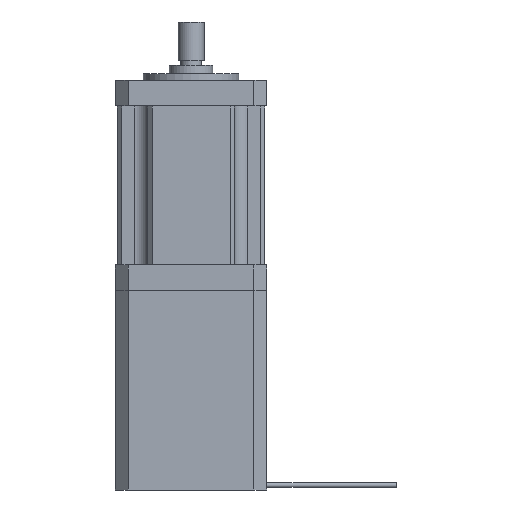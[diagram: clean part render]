
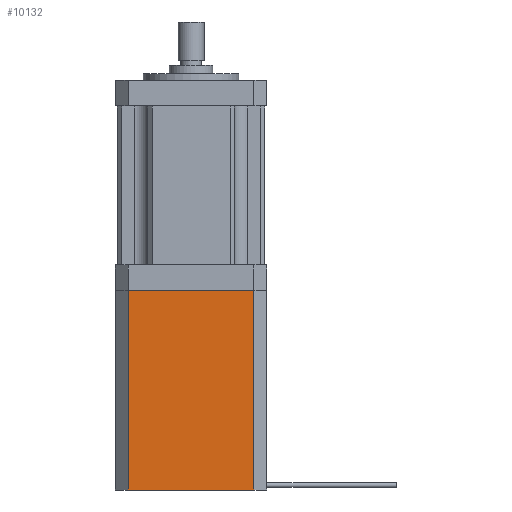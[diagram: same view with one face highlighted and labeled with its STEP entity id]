
A CAD part, front view. The second image highlights one B-rep face of the part: STEP entity #10132.
In plain terms, the highlighted planar face has unit normal (0, -1, 0).
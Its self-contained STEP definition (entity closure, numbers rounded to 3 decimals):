
#3158 = PLANE('',#3159);
#3159 = AXIS2_PLACEMENT_3D('',#3160,#3161,#3162);
#3160 = CARTESIAN_POINT('',(17.5,-14.5,-70.35));
#3161 = DIRECTION('',(-0.707,0.707,0.));
#3162 = DIRECTION('',(-0.707,-0.707,0.));
#3186 = PLANE('',#3187);
#3187 = AXIS2_PLACEMENT_3D('',#3188,#3189,#3190);
#3188 = CARTESIAN_POINT('',(0.,32.,-70.35)
  );
#3189 = DIRECTION('',(0.,0.,-1.));
#3190 = DIRECTION('',(-1.,0.,0.));
#9376 = PLANE('',#9377);
#9377 = AXIS2_PLACEMENT_3D('',#9378,#9379,#9380);
#9378 = CARTESIAN_POINT('',(-14.5,-17.5,-24.35));
#9379 = DIRECTION('',(0.,-1.,0.));
#9380 = DIRECTION('',(1.,0.,0.));
#9684 = VERTEX_POINT('',#9685);
#9685 = CARTESIAN_POINT('',(14.5,-17.5,-24.35));
#9736 = VERTEX_POINT('',#9737);
#9737 = CARTESIAN_POINT('',(-14.5,-17.5,-24.35));
#9758 = EDGE_CURVE('',#9736,#9684,#9759,.T.);
#9759 = SURFACE_CURVE('',#9760,(#9765,#9773),.PCURVE_S1.);
#9760 = B_SPLINE_CURVE_WITH_KNOTS('',3,(#9761,#9762,#9763,#9764),
  .UNSPECIFIED.,.F.,.F.,(4,4),(0.,1.),.PIECEWISE_BEZIER_KNOTS.);
#9761 = CARTESIAN_POINT('',(-14.5,-17.5,-24.35));
#9762 = CARTESIAN_POINT('',(-4.833,-17.5,-24.35));
#9763 = CARTESIAN_POINT('',(4.833,-17.5,-24.35));
#9764 = CARTESIAN_POINT('',(14.5,-17.5,-24.35));
#9765 = PCURVE('',#9376,#9766);
#9766 = DEFINITIONAL_REPRESENTATION('',(#9767),#9772);
#9767 = B_SPLINE_CURVE_WITH_KNOTS('',3,(#9768,#9769,#9770,#9771),
  .UNSPECIFIED.,.F.,.F.,(4,4),(0.,1.),.PIECEWISE_BEZIER_KNOTS.);
#9768 = CARTESIAN_POINT('',(0.,0.));
#9769 = CARTESIAN_POINT('',(9.667,0.));
#9770 = CARTESIAN_POINT('',(19.333,0.));
#9771 = CARTESIAN_POINT('',(29.,0.));
#9772 = ( GEOMETRIC_REPRESENTATION_CONTEXT(2) 
PARAMETRIC_REPRESENTATION_CONTEXT() REPRESENTATION_CONTEXT('2D SPACE',''
  ) );
#9773 = PCURVE('',#9774,#9779);
#9774 = PLANE('',#9775);
#9775 = AXIS2_PLACEMENT_3D('',#9776,#9777,#9778);
#9776 = CARTESIAN_POINT('',(14.5,-17.5,-70.35));
#9777 = DIRECTION('',(0.,1.,0.));
#9778 = DIRECTION('',(-1.,0.,0.));
#9779 = DEFINITIONAL_REPRESENTATION('',(#9780),#9785);
#9780 = B_SPLINE_CURVE_WITH_KNOTS('',3,(#9781,#9782,#9783,#9784),
  .UNSPECIFIED.,.F.,.F.,(4,4),(0.,1.),.PIECEWISE_BEZIER_KNOTS.);
#9781 = CARTESIAN_POINT('',(29.,46.));
#9782 = CARTESIAN_POINT('',(19.333,46.));
#9783 = CARTESIAN_POINT('',(9.667,46.));
#9784 = CARTESIAN_POINT('',(0.,46.));
#9785 = ( GEOMETRIC_REPRESENTATION_CONTEXT(2) 
PARAMETRIC_REPRESENTATION_CONTEXT() REPRESENTATION_CONTEXT('2D SPACE',''
  ) );
#9831 = PLANE('',#9832);
#9832 = AXIS2_PLACEMENT_3D('',#9833,#9834,#9835);
#9833 = CARTESIAN_POINT('',(-14.5,-17.5,-70.35));
#9834 = DIRECTION('',(0.707,0.707,0.));
#9835 = DIRECTION('',(-0.707,0.707,0.));
#10088 = EDGE_CURVE('',#10089,#9684,#10091,.T.);
#10089 = VERTEX_POINT('',#10090);
#10090 = CARTESIAN_POINT('',(14.5,-17.5,-70.35));
#10091 = SURFACE_CURVE('',#10092,(#10096,#10103),.PCURVE_S1.);
#10092 = LINE('',#10093,#10094);
#10093 = CARTESIAN_POINT('',(14.5,-17.5,-70.35));
#10094 = VECTOR('',#10095,1.);
#10095 = DIRECTION('',(0.,0.,1.));
#10096 = PCURVE('',#3158,#10097);
#10097 = DEFINITIONAL_REPRESENTATION('',(#10098),#10102);
#10098 = LINE('',#10099,#10100);
#10099 = CARTESIAN_POINT('',(4.243,0.));
#10100 = VECTOR('',#10101,1.);
#10101 = DIRECTION('',(0.,1.));
#10102 = ( GEOMETRIC_REPRESENTATION_CONTEXT(2) 
PARAMETRIC_REPRESENTATION_CONTEXT() REPRESENTATION_CONTEXT('2D SPACE',''
  ) );
#10103 = PCURVE('',#9774,#10104);
#10104 = DEFINITIONAL_REPRESENTATION('',(#10105),#10109);
#10105 = LINE('',#10106,#10107);
#10106 = CARTESIAN_POINT('',(0.,0.));
#10107 = VECTOR('',#10108,1.);
#10108 = DIRECTION('',(0.,1.));
#10109 = ( GEOMETRIC_REPRESENTATION_CONTEXT(2) 
PARAMETRIC_REPRESENTATION_CONTEXT() REPRESENTATION_CONTEXT('2D SPACE',''
  ) );
#10132 = ADVANCED_FACE('',(#10133),#9774,.F.);
#10133 = FACE_BOUND('',#10134,.T.);
#10134 = EDGE_LOOP('',(#10135,#10136,#10159,#10180));
#10135 = ORIENTED_EDGE('',*,*,#9758,.F.);
#10136 = ORIENTED_EDGE('',*,*,#10137,.F.);
#10137 = EDGE_CURVE('',#10138,#9736,#10140,.T.);
#10138 = VERTEX_POINT('',#10139);
#10139 = CARTESIAN_POINT('',(-14.5,-17.5,-70.35));
#10140 = SURFACE_CURVE('',#10141,(#10145,#10152),.PCURVE_S1.);
#10141 = LINE('',#10142,#10143);
#10142 = CARTESIAN_POINT('',(-14.5,-17.5,-70.35));
#10143 = VECTOR('',#10144,1.);
#10144 = DIRECTION('',(0.,0.,1.));
#10145 = PCURVE('',#9774,#10146);
#10146 = DEFINITIONAL_REPRESENTATION('',(#10147),#10151);
#10147 = LINE('',#10148,#10149);
#10148 = CARTESIAN_POINT('',(29.,0.));
#10149 = VECTOR('',#10150,1.);
#10150 = DIRECTION('',(0.,1.));
#10151 = ( GEOMETRIC_REPRESENTATION_CONTEXT(2) 
PARAMETRIC_REPRESENTATION_CONTEXT() REPRESENTATION_CONTEXT('2D SPACE',''
  ) );
#10152 = PCURVE('',#9831,#10153);
#10153 = DEFINITIONAL_REPRESENTATION('',(#10154),#10158);
#10154 = LINE('',#10155,#10156);
#10155 = CARTESIAN_POINT('',(0.,0.));
#10156 = VECTOR('',#10157,1.);
#10157 = DIRECTION('',(0.,1.));
#10158 = ( GEOMETRIC_REPRESENTATION_CONTEXT(2) 
PARAMETRIC_REPRESENTATION_CONTEXT() REPRESENTATION_CONTEXT('2D SPACE',''
  ) );
#10159 = ORIENTED_EDGE('',*,*,#10160,.F.);
#10160 = EDGE_CURVE('',#10089,#10138,#10161,.T.);
#10161 = SURFACE_CURVE('',#10162,(#10166,#10173),.PCURVE_S1.);
#10162 = LINE('',#10163,#10164);
#10163 = CARTESIAN_POINT('',(14.5,-17.5,-70.35));
#10164 = VECTOR('',#10165,1.);
#10165 = DIRECTION('',(-1.,0.,0.));
#10166 = PCURVE('',#9774,#10167);
#10167 = DEFINITIONAL_REPRESENTATION('',(#10168),#10172);
#10168 = LINE('',#10169,#10170);
#10169 = CARTESIAN_POINT('',(0.,0.));
#10170 = VECTOR('',#10171,1.);
#10171 = DIRECTION('',(1.,0.));
#10172 = ( GEOMETRIC_REPRESENTATION_CONTEXT(2) 
PARAMETRIC_REPRESENTATION_CONTEXT() REPRESENTATION_CONTEXT('2D SPACE',''
  ) );
#10173 = PCURVE('',#3186,#10174);
#10174 = DEFINITIONAL_REPRESENTATION('',(#10175),#10179);
#10175 = LINE('',#10176,#10177);
#10176 = CARTESIAN_POINT('',(-14.5,-49.5));
#10177 = VECTOR('',#10178,1.);
#10178 = DIRECTION('',(1.,0.));
#10179 = ( GEOMETRIC_REPRESENTATION_CONTEXT(2) 
PARAMETRIC_REPRESENTATION_CONTEXT() REPRESENTATION_CONTEXT('2D SPACE',''
  ) );
#10180 = ORIENTED_EDGE('',*,*,#10088,.T.);
